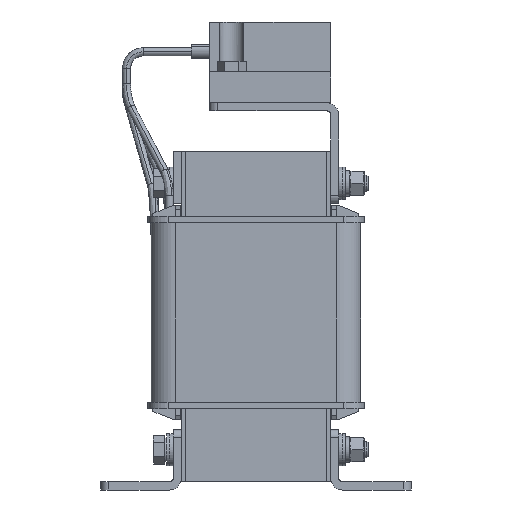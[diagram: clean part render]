
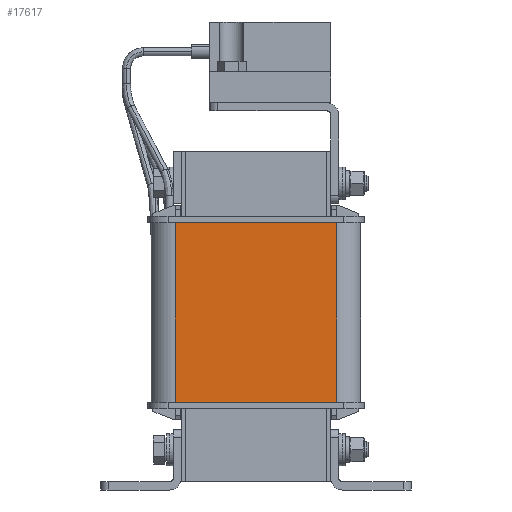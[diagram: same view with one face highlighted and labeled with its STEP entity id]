
A CAD part, left-side view. The second image highlights one B-rep face of the part: STEP entity #17617.
In plain terms, the highlighted planar face has unit normal (-1, 0, 0).
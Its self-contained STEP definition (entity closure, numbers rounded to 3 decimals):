
#747 = VECTOR ( 'NONE', #31063, 1000. ) ;
#1025 = EDGE_CURVE ( 'NONE', #21665, #33893, #28194, .T. ) ;
#5808 = LINE ( 'NONE', #21013, #64852 ) ;
#8381 = CARTESIAN_POINT ( 'NONE',  ( -46.523, -38.483, 66.25 ) ) ;
#9713 = CARTESIAN_POINT ( 'NONE',  ( -46.523, -18.488, 21.75 ) ) ;
#12119 = EDGE_CURVE ( 'NONE', #39850, #18948, #95585, .T. ) ;
#13936 = DIRECTION ( 'NONE',  ( 0., 0., -1. ) ) ;
#14548 = ORIENTED_EDGE ( 'NONE', *, *, #39617, .T. ) ;
#17617 = ADVANCED_FACE ( 'NONE', ( #34083 ), #37577, .T. ) ;
#18948 = VERTEX_POINT ( 'NONE', #86963 ) ;
#21013 = CARTESIAN_POINT ( 'NONE',  ( -46.523, -38.483, 21.75 ) ) ;
#21665 = VERTEX_POINT ( 'NONE', #66092 ) ;
#23681 = DIRECTION ( 'NONE',  ( -1., 0., 0. ) ) ;
#24877 = CARTESIAN_POINT ( 'NONE',  ( -46.523, -18.488, 21.75 ) ) ;
#28194 = LINE ( 'NONE', #24877, #65215 ) ;
#28431 = DIRECTION ( 'NONE',  ( 0., -1., 0. ) ) ;
#31063 = DIRECTION ( 'NONE',  ( 0., -1., 0. ) ) ;
#33893 = VERTEX_POINT ( 'NONE', #9713 ) ;
#34083 = FACE_OUTER_BOUND ( 'NONE', #73836, .T. ) ;
#34187 = VECTOR ( 'NONE', #13936, 1000. ) ;
#37515 = DIRECTION ( 'NONE',  ( 0., 0., -1. ) ) ;
#37577 = PLANE ( 'NONE',  #65021 ) ;
#39617 = EDGE_CURVE ( 'NONE', #33893, #18948, #5808, .T. ) ;
#39850 = VERTEX_POINT ( 'NONE', #45524 ) ;
#44956 = ORIENTED_EDGE ( 'NONE', *, *, #76091, .F. ) ;
#45524 = CARTESIAN_POINT ( 'NONE',  ( -46.523, -58.478, 66.25 ) ) ;
#58317 = CARTESIAN_POINT ( 'NONE',  ( -46.523, -58.478, 21.75 ) ) ;
#64852 = VECTOR ( 'NONE', #28431, 1000. ) ;
#65021 = AXIS2_PLACEMENT_3D ( 'NONE', #67973, #23681, #75445 ) ;
#65215 = VECTOR ( 'NONE', #37515, 1000. ) ;
#66092 = CARTESIAN_POINT ( 'NONE',  ( -46.523, -18.488, 66.25 ) ) ;
#67973 = CARTESIAN_POINT ( 'NONE',  ( -46.523, -58.478, 21.75 ) ) ;
#69182 = ORIENTED_EDGE ( 'NONE', *, *, #12119, .F. ) ;
#73836 = EDGE_LOOP ( 'NONE', ( #14548, #69182, #44956, #80986 ) ) ;
#75445 = DIRECTION ( 'NONE',  ( 0., 0., 1. ) ) ;
#76091 = EDGE_CURVE ( 'NONE', #21665, #39850, #79457, .T. ) ;
#79457 = LINE ( 'NONE', #8381, #747 ) ;
#80986 = ORIENTED_EDGE ( 'NONE', *, *, #1025, .T. ) ;
#86963 = CARTESIAN_POINT ( 'NONE',  ( -46.523, -58.478, 21.75 ) ) ;
#95585 = LINE ( 'NONE', #58317, #34187 ) ;
